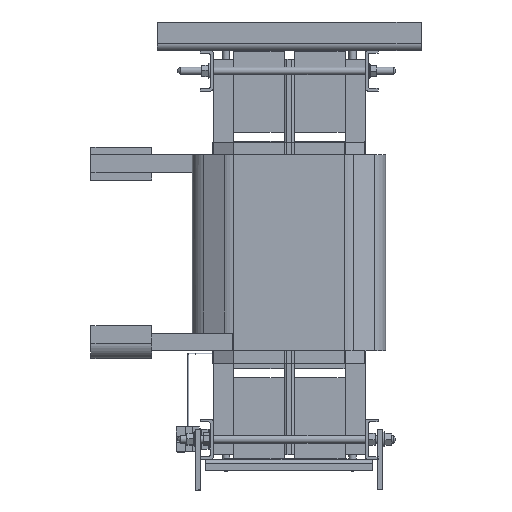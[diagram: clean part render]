
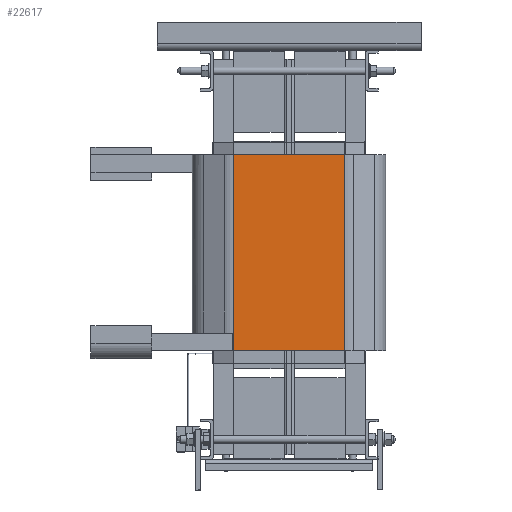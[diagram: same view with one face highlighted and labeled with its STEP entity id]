
A CAD part, left-side view. The second image highlights one B-rep face of the part: STEP entity #22617.
In plain terms, the highlighted planar face has unit normal (-1, 0, 0).
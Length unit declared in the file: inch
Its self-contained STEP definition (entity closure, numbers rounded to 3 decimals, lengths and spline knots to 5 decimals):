
#2387=FACE_OUTER_BOUND('',#3634,.T.);
#3634=EDGE_LOOP('',(#16150,#16151,#16152,#16153));
#5259=LINE('',#32947,#7550);
#5263=LINE('',#32964,#7554);
#5289=LINE('',#33048,#7580);
#5290=LINE('',#33049,#7581);
#7550=VECTOR('',#27036,0.3937);
#7554=VECTOR('',#27054,0.3937);
#7580=VECTOR('',#27130,0.3937);
#7581=VECTOR('',#27131,0.3937);
#9746=VERTEX_POINT('',#32944);
#9747=VERTEX_POINT('',#32946);
#9753=VERTEX_POINT('',#32963);
#9786=VERTEX_POINT('',#33047);
#12151=EDGE_CURVE('',#9747,#9746,#5259,.T.);
#12160=EDGE_CURVE('',#9753,#9747,#5263,.T.);
#12202=EDGE_CURVE('',#9746,#9786,#5289,.T.);
#12203=EDGE_CURVE('',#9753,#9786,#5290,.T.);
#16150=ORIENTED_EDGE('',*,*,#12160,.T.);
#16151=ORIENTED_EDGE('',*,*,#12151,.T.);
#16152=ORIENTED_EDGE('',*,*,#12202,.T.);
#16153=ORIENTED_EDGE('',*,*,#12203,.F.);
#21833=PLANE('',#24525);
#22617=ADVANCED_FACE('',(#2387),#21833,.T.);
#24525=AXIS2_PLACEMENT_3D('',#33046,#27128,#27129);
#27036=DIRECTION('',(0.,0.,-1.));
#27054=DIRECTION('',(0.,1.,0.));
#27128=DIRECTION('center_axis',(-1.,0.,0.));
#27129=DIRECTION('ref_axis',(0.,0.,1.));
#27130=DIRECTION('',(0.,-1.,0.));
#27131=DIRECTION('',(0.,0.,-1.));
#32944=CARTESIAN_POINT('',(-1.25528,6.65342,-4.63));
#32946=CARTESIAN_POINT('',(-1.25528,6.65342,5.05));
#32947=CARTESIAN_POINT('',(-1.25528,6.65342,5.65));
#32963=CARTESIAN_POINT('',(-1.25528,1.17913,5.05));
#32964=CARTESIAN_POINT('',(-1.25528,5.28485,5.05));
#33046=CARTESIAN_POINT('Origin',(-1.25528,6.65342,5.65));
#33047=CARTESIAN_POINT('',(-1.25528,1.17913,-4.63));
#33048=CARTESIAN_POINT('',(-1.25528,1.17913,-4.63));
#33049=CARTESIAN_POINT('',(-1.25528,1.17913,5.65));
